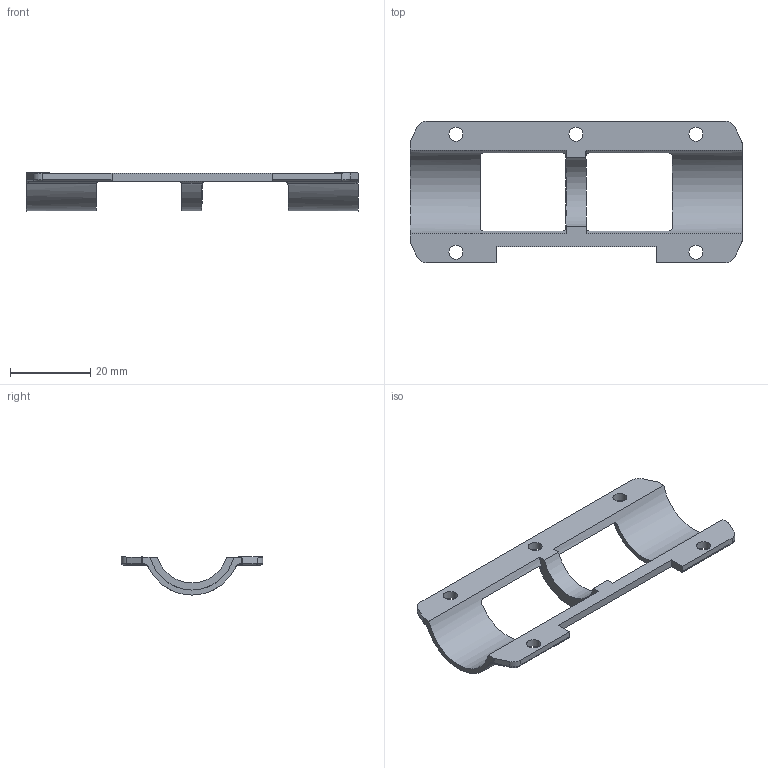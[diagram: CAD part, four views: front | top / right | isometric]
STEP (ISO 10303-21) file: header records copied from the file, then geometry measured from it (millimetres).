
FILE_DESCRIPTION( ( '' ), ' ' );
FILE_NAME( '584eeba04770cf104835effb.step', '2016-12-12T18:25:36', ( '' ), ( '' ), ' ', ' ', ' ' );
FILE_SCHEMA( ( 'AUTOMOTIVE_DESIGN { 1 0 10303 214 1 1 1 1 }' ) );
Length unit declared in the file: metre
Products named in the file (1): Part 1
Bounding box: 83 x 35.47 x 9.5 mm (x, y, z)
Volume: 3598.2 mm3; surface area: 5156.4 mm2
Topology: 1 solids, 1 shells, 76 faces, 218 edges, 136 vertices
Faces by surface type: cylinder 44, plane 20, bspline 4, sphere 4, torus 4
Full cylindrical faces by diameter (mm): 3.5 x5
Entity records: 3985 total; most frequent: CARTESIAN_POINT 1426, ORIENTED_EDGE 410, DIRECTION 399, EDGE_CURVE 205, AXIS2_PLACEMENT_3D 149, VERTEX_POINT 132, LINE 101, VECTOR 101
